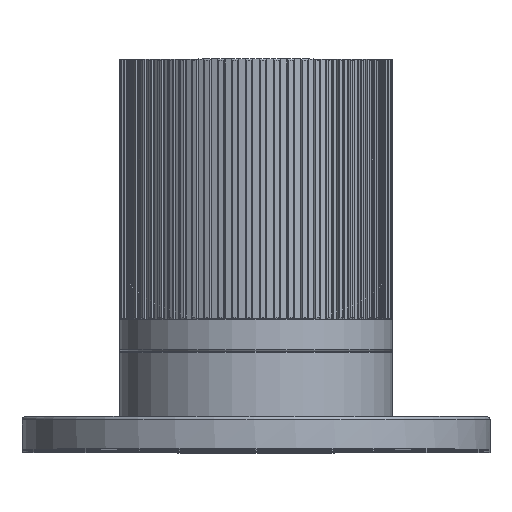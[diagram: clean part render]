
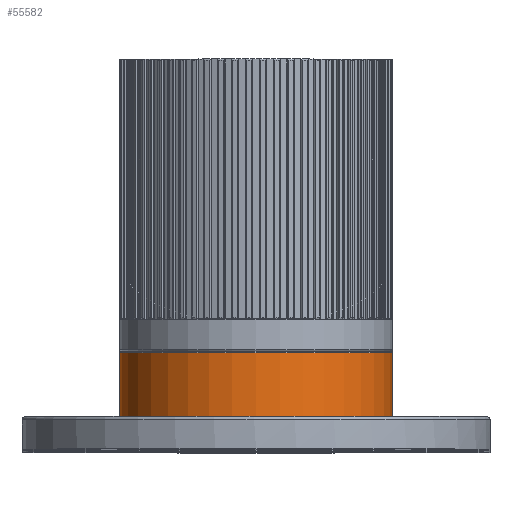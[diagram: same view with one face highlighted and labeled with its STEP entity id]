
A CAD part, top view. The second image highlights one B-rep face of the part: STEP entity #55582.
In plain terms, the highlighted cylindrical face has radius 21 mm (diameter 42 mm), a partial arc.
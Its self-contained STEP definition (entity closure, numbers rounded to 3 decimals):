
#47158=CARTESIAN_POINT('',(0.,-7.8,40.));
#47159=DIRECTION('',(0.,-1.,0.));
#47160=DIRECTION('',(1.,0.,0.));
#47161=AXIS2_PLACEMENT_3D('',#47158,#47159,#47160);
#47163=DIRECTION('',(0.,1.,0.));
#47164=VECTOR('',#47163,14.8);
#47165=CARTESIAN_POINT('',(-21.,-7.8,40.));
#47166=LINE('',#47165,#47164);
#47172=DIRECTION('',(0.,1.,0.));
#47173=VECTOR('',#47172,14.8);
#47174=CARTESIAN_POINT('',(21.,-7.8,40.));
#47175=LINE('',#47174,#47173);
#47176=CARTESIAN_POINT('',(0.,7.,40.));
#47177=DIRECTION('',(0.,1.,0.));
#47178=DIRECTION('',(-1.,0.,0.));
#47179=AXIS2_PLACEMENT_3D('',#47176,#47177,#47178);
#54907=CARTESIAN_POINT('',(-21.,7.,40.));
#54908=CARTESIAN_POINT('',(21.,7.,40.));
#54909=VERTEX_POINT('',#54907);
#54910=VERTEX_POINT('',#54908);
#54919=CARTESIAN_POINT('',(-21.,-7.8,40.));
#54920=CARTESIAN_POINT('',(21.,-7.8,40.));
#54921=VERTEX_POINT('',#54919);
#54922=VERTEX_POINT('',#54920);
#55568=CARTESIAN_POINT('',(0.,-8.,40.));
#55569=DIRECTION('',(0.,1.,0.));
#55570=DIRECTION('',(-1.,0.,0.));
#55571=AXIS2_PLACEMENT_3D('',#55568,#55569,#55570);
#55572=CYLINDRICAL_SURFACE('',#55571,21.);
#55573=ORIENTED_EDGE('',*,*,#55562,.T.);
#55575=ORIENTED_EDGE('',*,*,#55574,.T.);
#55577=ORIENTED_EDGE('',*,*,#55576,.T.);
#55579=ORIENTED_EDGE('',*,*,#55578,.F.);
#55580=EDGE_LOOP('',(#55573,#55575,#55577,#55579));
#55581=FACE_OUTER_BOUND('',#55580,.F.);
#55582=ADVANCED_FACE('',(#55581),#55572,.T.);
#47162=CIRCLE('',#47161,21.);
#47180=CIRCLE('',#47179,21.);
#55562=EDGE_CURVE('',#54922,#54921,#47162,.T.);
#55574=EDGE_CURVE('',#54921,#54909,#47166,.T.);
#55576=EDGE_CURVE('',#54909,#54910,#47180,.T.);
#55578=EDGE_CURVE('',#54922,#54910,#47175,.T.);
